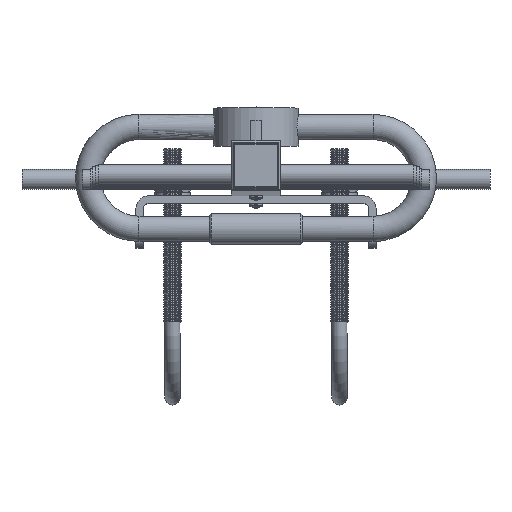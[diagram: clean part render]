
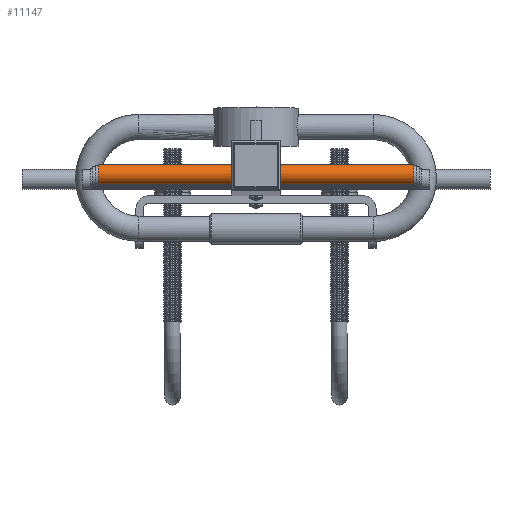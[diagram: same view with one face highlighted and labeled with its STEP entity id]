
A CAD part, top view. The second image highlights one B-rep face of the part: STEP entity #11147.
In plain terms, the highlighted cylindrical face has radius 4.064 mm (diameter 8.128 mm), a full revolution.
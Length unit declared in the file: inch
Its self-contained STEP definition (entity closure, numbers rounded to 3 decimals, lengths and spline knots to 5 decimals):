
#1775 = DIRECTION ( 'NONE',  ( 1., 0., 0. ) ) ;
#1894 = CIRCLE ( 'NONE', #16195, 0.16 ) ;
#2235 = VERTEX_POINT ( 'NONE', #2421 ) ;
#2268 = ORIENTED_EDGE ( 'NONE', *, *, #7778, .F. ) ;
#2421 = CARTESIAN_POINT ( 'NONE',  ( -2.53, 0., -0.16 ) ) ;
#3077 = DIRECTION ( 'NONE',  ( -1., 0., 0. ) ) ;
#3753 = DIRECTION ( 'NONE',  ( 1., 0., 0. ) ) ;
#7778 = EDGE_CURVE ( 'NONE', #8229, #8229, #1894, .T. ) ;
#8229 = VERTEX_POINT ( 'NONE', #14453 ) ;
#9403 = AXIS2_PLACEMENT_3D ( 'NONE', #15009, #3753, #16898 ) ;
#11147 = ADVANCED_FACE ( 'NONE', ( #16151, #22304 ), #18316, .T. ) ;
#11467 = EDGE_LOOP ( 'NONE', ( #2268 ) ) ;
#12673 = DIRECTION ( 'NONE',  ( 0., 0., 1. ) ) ;
#13080 = CARTESIAN_POINT ( 'NONE',  ( 2.53, 0., 0. ) ) ;
#14453 = CARTESIAN_POINT ( 'NONE',  ( 2.53, 0., -0.16 ) ) ;
#14913 = DIRECTION ( 'NONE',  ( 0., 0., -1. ) ) ;
#15009 = CARTESIAN_POINT ( 'NONE',  ( -2.53, 0., 0. ) ) ;
#16151 = FACE_OUTER_BOUND ( 'NONE', #11467, .T. ) ;
#16195 = AXIS2_PLACEMENT_3D ( 'NONE', #13080, #1775, #14913 ) ;
#16898 = DIRECTION ( 'NONE',  ( 0., 0., -1. ) ) ;
#18316 = CYLINDRICAL_SURFACE ( 'NONE', #18793, 0.16 ) ;
#18793 = AXIS2_PLACEMENT_3D ( 'NONE', #20165, #3077, #12673 ) ;
#20152 = CIRCLE ( 'NONE', #9403, 0.16 ) ;
#20165 = CARTESIAN_POINT ( 'NONE',  ( 2.53, 0., 0. ) ) ;
#20764 = EDGE_LOOP ( 'NONE', ( #23851 ) ) ;
#22304 = FACE_OUTER_BOUND ( 'NONE', #20764, .T. ) ;
#23456 = EDGE_CURVE ( 'NONE', #2235, #2235, #20152, .T. ) ;
#23851 = ORIENTED_EDGE ( 'NONE', *, *, #23456, .T. ) ;
